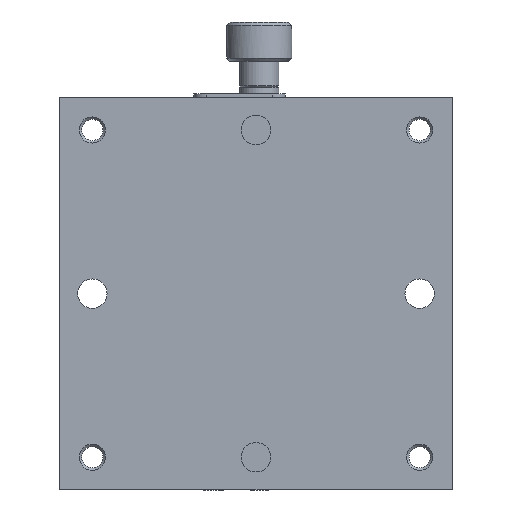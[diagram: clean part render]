
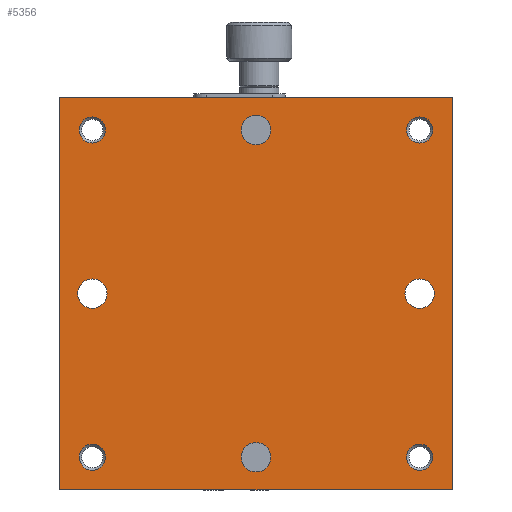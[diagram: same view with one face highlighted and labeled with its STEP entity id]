
A CAD part, front view. The second image highlights one B-rep face of the part: STEP entity #5356.
In plain terms, the highlighted planar face has unit normal (0, -1, 0).
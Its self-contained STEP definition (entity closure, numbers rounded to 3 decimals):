
#163 = DIRECTION ( 'NONE',  ( 0., -1., 0. ) ) ;
#205 = DIRECTION ( 'NONE',  ( 0., 0., -1. ) ) ;
#224 = DIRECTION ( 'NONE',  ( 1., 0., 0. ) ) ;
#242 = ORIENTED_EDGE ( 'NONE', *, *, #1672, .T. ) ;
#320 = CARTESIAN_POINT ( 'NONE',  ( 60., 0., 0. ) ) ;
#342 = CARTESIAN_POINT ( 'NONE',  ( 30., 0., -7.25 ) ) ;
#370 = AXIS2_PLACEMENT_3D ( 'NONE', #8587, #2564, #4314 ) ;
#456 = AXIS2_PLACEMENT_3D ( 'NONE', #2879, #3039, #4567 ) ;
#668 = DIRECTION ( 'NONE',  ( 0., 0., -1. ) ) ;
#673 = CIRCLE ( 'NONE', #3115, 2.25 ) ;
#729 = FACE_BOUND ( 'NONE', #7141, .T. ) ;
#799 = CARTESIAN_POINT ( 'NONE',  ( 5., 0., -5. ) ) ;
#975 = PLANE ( 'NONE',  #2035 ) ;
#1137 = CARTESIAN_POINT ( 'NONE',  ( 0., 0., -60. ) ) ;
#1382 = EDGE_CURVE ( 'NONE', #10114, #10114, #5047, .T. ) ;
#1582 = DIRECTION ( 'NONE',  ( 0., 0., 1. ) ) ;
#1598 = FACE_BOUND ( 'NONE', #7076, .T. ) ;
#1618 = EDGE_CURVE ( 'NONE', #6357, #8400, #4844, .T. ) ;
#1638 = CARTESIAN_POINT ( 'NONE',  ( 55., 0., -55. ) ) ;
#1672 = EDGE_CURVE ( 'NONE', #5439, #5439, #8347, .T. ) ;
#1716 = CARTESIAN_POINT ( 'NONE',  ( 0., 0., 0. ) ) ;
#1851 = CARTESIAN_POINT ( 'NONE',  ( 23., 0., 0. ) ) ;
#1899 = EDGE_LOOP ( 'NONE', ( #5753 ) ) ;
#1988 = EDGE_LOOP ( 'NONE', ( #7401 ) ) ;
#1992 = EDGE_LOOP ( 'NONE', ( #4654, #8434, #3396, #5308 ) ) ;
#2035 = AXIS2_PLACEMENT_3D ( 'NONE', #1137, #163, #5919 ) ;
#2123 = EDGE_CURVE ( 'NONE', #6357, #2866, #6979, .T. ) ;
#2197 = CARTESIAN_POINT ( 'NONE',  ( 0., 0., -60. ) ) ;
#2327 = VECTOR ( 'NONE', #668, 1000. ) ;
#2361 = DIRECTION ( 'NONE',  ( 0., 0., -1. ) ) ;
#2564 = DIRECTION ( 'NONE',  ( 0., 1., 0. ) ) ;
#2659 = DIRECTION ( 'NONE',  ( 0., 0., -1. ) ) ;
#2866 = VERTEX_POINT ( 'NONE', #10488 ) ;
#2879 = CARTESIAN_POINT ( 'NONE',  ( 55., 0., -5. ) ) ;
#3039 = DIRECTION ( 'NONE',  ( 0., 1., 0. ) ) ;
#3058 = EDGE_CURVE ( 'NONE', #8400, #10402, #6629, .T. ) ;
#3062 = CARTESIAN_POINT ( 'NONE',  ( 60., 0., -60. ) ) ;
#3115 = AXIS2_PLACEMENT_3D ( 'NONE', #7241, #6433, #9748 ) ;
#3232 = FACE_BOUND ( 'NONE', #1899, .T. ) ;
#3396 = ORIENTED_EDGE ( 'NONE', *, *, #3058, .F. ) ;
#3407 = EDGE_CURVE ( 'NONE', #10402, #2866, #4800, .T. ) ;
#3429 = VERTEX_POINT ( 'NONE', #6729 ) ;
#3606 = CIRCLE ( 'NONE', #9320, 2. ) ;
#3750 = DIRECTION ( 'NONE',  ( 0., 1., 0. ) ) ;
#4089 = VERTEX_POINT ( 'NONE', #5976 ) ;
#4235 = EDGE_CURVE ( 'NONE', #4089, #4089, #5822, .T. ) ;
#4250 = FACE_BOUND ( 'NONE', #1988, .T. ) ;
#4304 = VERTEX_POINT ( 'NONE', #7381 ) ;
#4314 = DIRECTION ( 'NONE',  ( 0., 0., -1. ) ) ;
#4355 = EDGE_CURVE ( 'NONE', #4304, #4304, #8421, .T. ) ;
#4371 = VECTOR ( 'NONE', #1582, 1000. ) ;
#4408 = VECTOR ( 'NONE', #224, 1000. ) ;
#4540 = EDGE_CURVE ( 'NONE', #4944, #4944, #5316, .T. ) ;
#4547 = AXIS2_PLACEMENT_3D ( 'NONE', #4558, #3750, #10350 ) ;
#4555 = VECTOR ( 'NONE', #7733, 1000. ) ;
#4558 = CARTESIAN_POINT ( 'NONE',  ( 55., 0., -30. ) ) ;
#4567 = DIRECTION ( 'NONE',  ( 0., 0., -1. ) ) ;
#4654 = ORIENTED_EDGE ( 'NONE', *, *, #2123, .T. ) ;
#4800 = LINE ( 'NONE', #3062, #2327 ) ;
#4834 = VERTEX_POINT ( 'NONE', #7422 ) ;
#4844 = LINE ( 'NONE', #7223, #4371 ) ;
#4909 = FACE_BOUND ( 'NONE', #10294, .T. ) ;
#4944 = VERTEX_POINT ( 'NONE', #7488 ) ;
#5047 = CIRCLE ( 'NONE', #370, 2.25 ) ;
#5265 = EDGE_LOOP ( 'NONE', ( #8393 ) ) ;
#5308 = ORIENTED_EDGE ( 'NONE', *, *, #1618, .F. ) ;
#5316 = CIRCLE ( 'NONE', #7560, 2. ) ;
#5325 = ORIENTED_EDGE ( 'NONE', *, *, #9237, .T. ) ;
#5328 = EDGE_CURVE ( 'NONE', #3429, #3429, #3606, .T. ) ;
#5356 = ADVANCED_FACE ( 'NONE', ( #8165, #729, #7348, #8220, #10670, #3232, #1598, #4909, #4250 ), #975, .T. ) ;
#5439 = VERTEX_POINT ( 'NONE', #8642 ) ;
#5753 = ORIENTED_EDGE ( 'NONE', *, *, #4540, .T. ) ;
#5813 = DIRECTION ( 'NONE',  ( 0., 1., 0. ) ) ;
#5822 = CIRCLE ( 'NONE', #8768, 2.25 ) ;
#5909 = ORIENTED_EDGE ( 'NONE', *, *, #5328, .T. ) ;
#5919 = DIRECTION ( 'NONE',  ( 0., 0., -1. ) ) ;
#5976 = CARTESIAN_POINT ( 'NONE',  ( 30., 0., -57.25 ) ) ;
#6167 = CARTESIAN_POINT ( 'NONE',  ( 23., 0., -60. ) ) ;
#6357 = VERTEX_POINT ( 'NONE', #2197 ) ;
#6433 = DIRECTION ( 'NONE',  ( 0., 1., 0. ) ) ;
#6629 = LINE ( 'NONE', #1851, #4408 ) ;
#6729 = CARTESIAN_POINT ( 'NONE',  ( 5., 0., -57. ) ) ;
#6826 = ORIENTED_EDGE ( 'NONE', *, *, #8712, .T. ) ;
#6945 = EDGE_LOOP ( 'NONE', ( #242 ) ) ;
#6979 = LINE ( 'NONE', #6167, #4555 ) ;
#7076 = EDGE_LOOP ( 'NONE', ( #5909 ) ) ;
#7141 = EDGE_LOOP ( 'NONE', ( #7548 ) ) ;
#7161 = VERTEX_POINT ( 'NONE', #10471 ) ;
#7223 = CARTESIAN_POINT ( 'NONE',  ( 0., 0., -60. ) ) ;
#7241 = CARTESIAN_POINT ( 'NONE',  ( 5., 0., -30. ) ) ;
#7348 = FACE_BOUND ( 'NONE', #5265, .T. ) ;
#7381 = CARTESIAN_POINT ( 'NONE',  ( 55., 0., -7. ) ) ;
#7401 = ORIENTED_EDGE ( 'NONE', *, *, #4355, .T. ) ;
#7422 = CARTESIAN_POINT ( 'NONE',  ( 55., 0., -57. ) ) ;
#7488 = CARTESIAN_POINT ( 'NONE',  ( 5., 0., -7. ) ) ;
#7548 = ORIENTED_EDGE ( 'NONE', *, *, #1382, .T. ) ;
#7560 = AXIS2_PLACEMENT_3D ( 'NONE', #799, #9387, #205 ) ;
#7733 = DIRECTION ( 'NONE',  ( 1., 0., 0. ) ) ;
#8165 = FACE_OUTER_BOUND ( 'NONE', #1992, .T. ) ;
#8220 = FACE_BOUND ( 'NONE', #6945, .T. ) ;
#8347 = CIRCLE ( 'NONE', #4547, 2.25 ) ;
#8393 = ORIENTED_EDGE ( 'NONE', *, *, #4235, .T. ) ;
#8400 = VERTEX_POINT ( 'NONE', #1716 ) ;
#8421 = CIRCLE ( 'NONE', #456, 2. ) ;
#8434 = ORIENTED_EDGE ( 'NONE', *, *, #3407, .F. ) ;
#8521 = CARTESIAN_POINT ( 'NONE',  ( 30., 0., -55. ) ) ;
#8587 = CARTESIAN_POINT ( 'NONE',  ( 30., 0., -5. ) ) ;
#8642 = CARTESIAN_POINT ( 'NONE',  ( 55., 0., -32.25 ) ) ;
#8712 = EDGE_CURVE ( 'NONE', #7161, #7161, #673, .T. ) ;
#8768 = AXIS2_PLACEMENT_3D ( 'NONE', #8521, #10098, #2659 ) ;
#9042 = EDGE_LOOP ( 'NONE', ( #6826 ) ) ;
#9122 = DIRECTION ( 'NONE',  ( 0., 0., -1. ) ) ;
#9237 = EDGE_CURVE ( 'NONE', #4834, #4834, #10389, .T. ) ;
#9320 = AXIS2_PLACEMENT_3D ( 'NONE', #9798, #9690, #2361 ) ;
#9387 = DIRECTION ( 'NONE',  ( 0., 1., 0. ) ) ;
#9690 = DIRECTION ( 'NONE',  ( 0., 1., 0. ) ) ;
#9748 = DIRECTION ( 'NONE',  ( 0., 0., -1. ) ) ;
#9798 = CARTESIAN_POINT ( 'NONE',  ( 5., 0., -55. ) ) ;
#10039 = AXIS2_PLACEMENT_3D ( 'NONE', #1638, #5813, #9122 ) ;
#10098 = DIRECTION ( 'NONE',  ( 0., 1., 0. ) ) ;
#10114 = VERTEX_POINT ( 'NONE', #342 ) ;
#10294 = EDGE_LOOP ( 'NONE', ( #5325 ) ) ;
#10350 = DIRECTION ( 'NONE',  ( 0., 0., -1. ) ) ;
#10389 = CIRCLE ( 'NONE', #10039, 2. ) ;
#10402 = VERTEX_POINT ( 'NONE', #320 ) ;
#10471 = CARTESIAN_POINT ( 'NONE',  ( 5., 0., -32.25 ) ) ;
#10488 = CARTESIAN_POINT ( 'NONE',  ( 60., 0., -60. ) ) ;
#10670 = FACE_BOUND ( 'NONE', #9042, .T. ) ;
